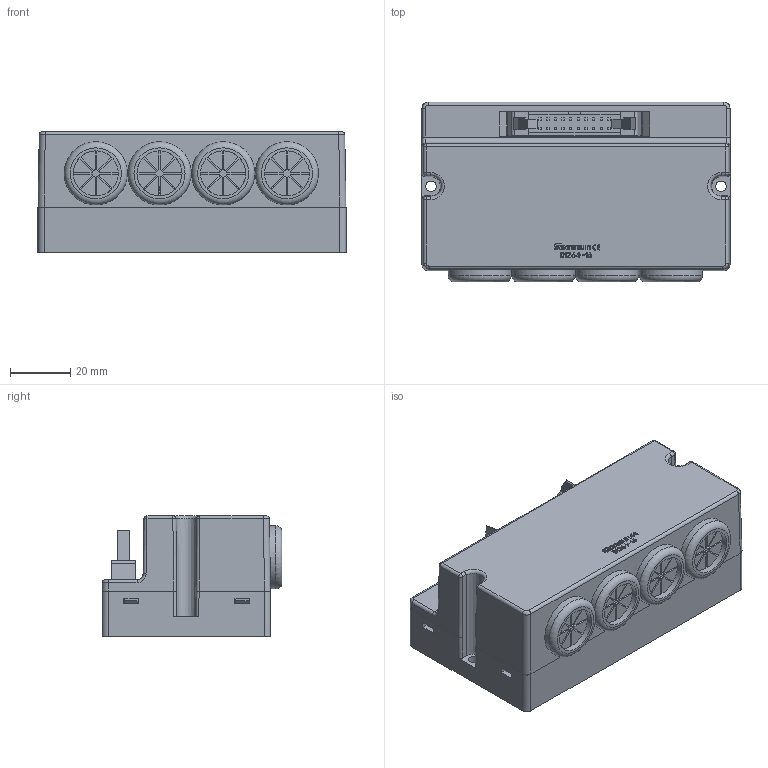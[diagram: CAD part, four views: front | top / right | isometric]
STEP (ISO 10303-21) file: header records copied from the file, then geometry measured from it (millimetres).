
FILE_DESCRIPTION(/* description */ (''),/* implementation_level */ '2;1');
FILE_NAME(/* name */ 'D1264-16 3D.stp',/* time_stamp */ '2024-08-15T09:58:00+08:00',/* author */ (''),/* organization */ (''),/* preprocessor_version */ 'ST-DEVELOPER v14',/* originating_system */ 'SIEMENS PLM Software NX 8.0',/* authorisation */ '');
FILE_SCHEMA (('AUTOMOTIVE_DESIGN { 1 0 10303 214 3 1 1 1 }'));
Products named in the file (1): D1264-16 3D_stp
Bounding box: 102.5 x 59.9 x 40 mm (x, y, z)
Volume: 106385.4 mm3; surface area: 58475.1 mm2
Topology: 1 solids, 1 shells, 2576 faces, 7293 edges, 4801 vertices
Faces by surface type: plane 2090, cylinder 445, extrusion 13, torus 10, cone 6, sphere 6, bspline 6
Full cylindrical faces by diameter (mm): 3.5 x2, 15 x4, 21 x8
Entity records: 84100 total; most frequent: CARTESIAN_POINT 15383, ORIENTED_EDGE 14516, DIRECTION 13378, EDGE_CURVE 7258, VECTOR 6206, LINE 6193, VERTEX_POINT 4796, AXIS2_PLACEMENT_3D 3586
